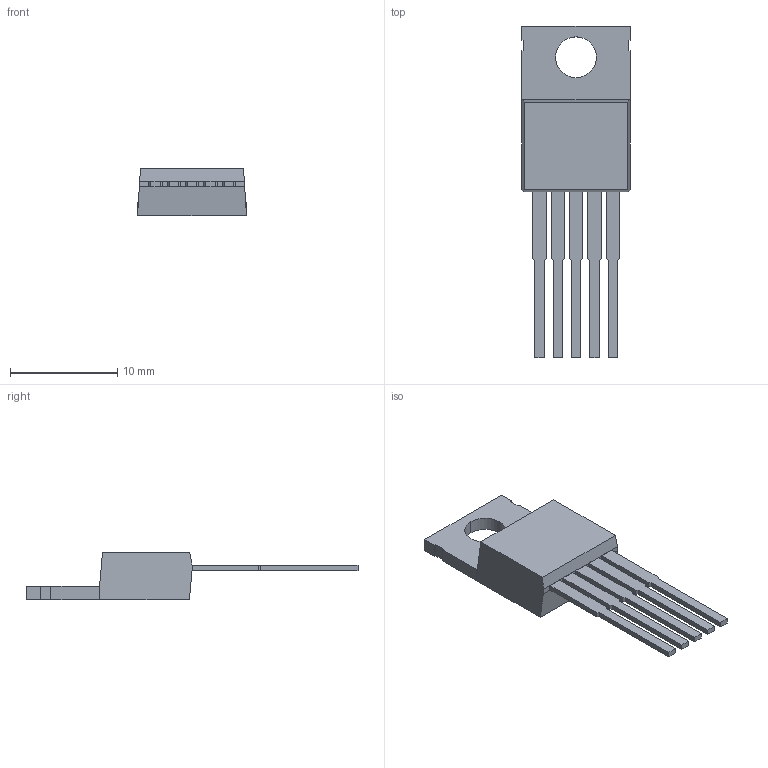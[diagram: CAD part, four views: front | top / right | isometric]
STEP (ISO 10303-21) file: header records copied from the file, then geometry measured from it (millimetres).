
FILE_DESCRIPTION (( 'STEP AP214' ), '1' );
FILE_NAME ('XL4016.STEP', '2023-11-18T00:29:02', ( '' ), ( '' ), 'SwSTEP 2.0', 'SolidWorks 2021', '' );
FILE_SCHEMA (( 'AUTOMOTIVE_DESIGN' ));
Length unit declared in the file: millimetre
Products named in the file (1): XL4016
Bounding box: 10.16 x 30.98 x 4.45 mm (x, y, z)
Volume: 484.5 mm3; surface area: 859.9 mm2
Topology: 7 solids, 7 shells, 84 faces, 208 edges, 138 vertices
Faces by surface type: plane 82, cylinder 2
Entity records: 2532 total; most frequent: CARTESIAN_POINT 431, ORIENTED_EDGE 416, DIRECTION 382, EDGE_CURVE 208, VECTOR 204, LINE 204, VERTEX_POINT 138, AXIS2_PLACEMENT_3D 89
